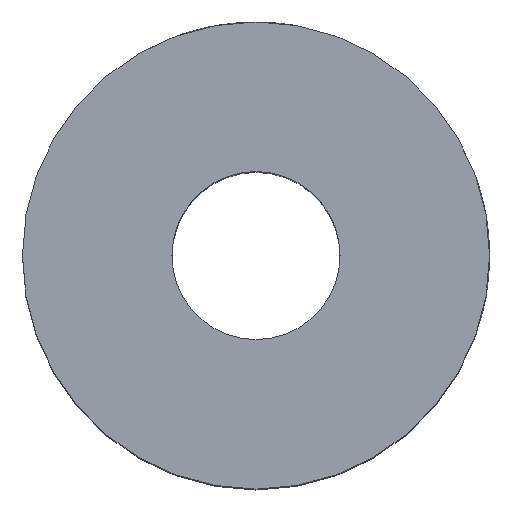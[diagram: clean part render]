
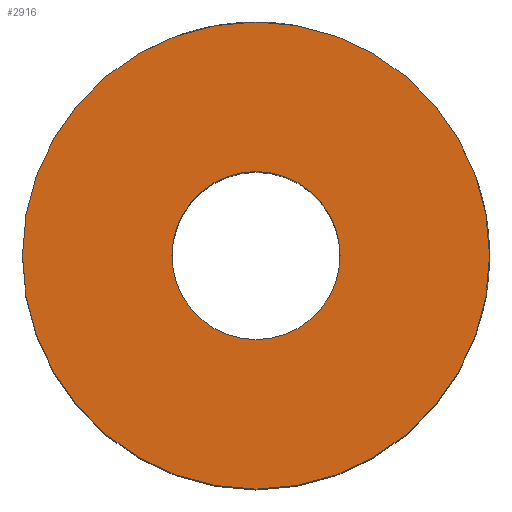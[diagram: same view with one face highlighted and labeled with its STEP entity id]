
A CAD part, top view. The second image highlights one B-rep face of the part: STEP entity #2916.
In plain terms, the highlighted planar face has unit normal (0, 0, 1).
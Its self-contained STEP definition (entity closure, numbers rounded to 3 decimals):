
#19=PLANE('',#3082);
#27=FACE_BOUND('',#472,.T.);
#31=CIRCLE('',#3061,2.5);
#35=CIRCLE('',#3079,6.95);
#306=FACE_OUTER_BOUND('',#471,.T.);
#471=EDGE_LOOP('',(#2130));
#472=EDGE_LOOP('',(#2131));
#1068=VERTEX_POINT('',#6156);
#1098=VERTEX_POINT('',#7324);
#1417=EDGE_CURVE('',#1068,#1068,#31,.T.);
#1474=EDGE_CURVE('',#1098,#1098,#35,.T.);
#2130=ORIENTED_EDGE('',*,*,#1474,.T.);
#2131=ORIENTED_EDGE('',*,*,#1417,.T.);
#2916=ADVANCED_FACE('',(#306,#27),#19,.T.);
#3061=AXIS2_PLACEMENT_3D('',#6157,#3464,#3465);
#3079=AXIS2_PLACEMENT_3D('',#7325,#3504,#3505);
#3082=AXIS2_PLACEMENT_3D('',#7330,#3511,#3512);
#3464=DIRECTION('center_axis',(0.,0.,-1.));
#3465=DIRECTION('ref_axis',(-1.,0.,0.));
#3504=DIRECTION('center_axis',(0.,0.,1.));
#3505=DIRECTION('ref_axis',(-1.,0.,0.));
#3511=DIRECTION('center_axis',(0.,0.,1.));
#3512=DIRECTION('ref_axis',(-1.,0.,0.));
#6156=CARTESIAN_POINT('',(2.5,0.,10.4));
#6157=CARTESIAN_POINT('Origin',(0.,0.,10.4));
#7324=CARTESIAN_POINT('',(-6.95,0.,10.4));
#7325=CARTESIAN_POINT('Origin',(0.,0.,10.4));
#7330=CARTESIAN_POINT('Origin',(0.,0.,10.4));
